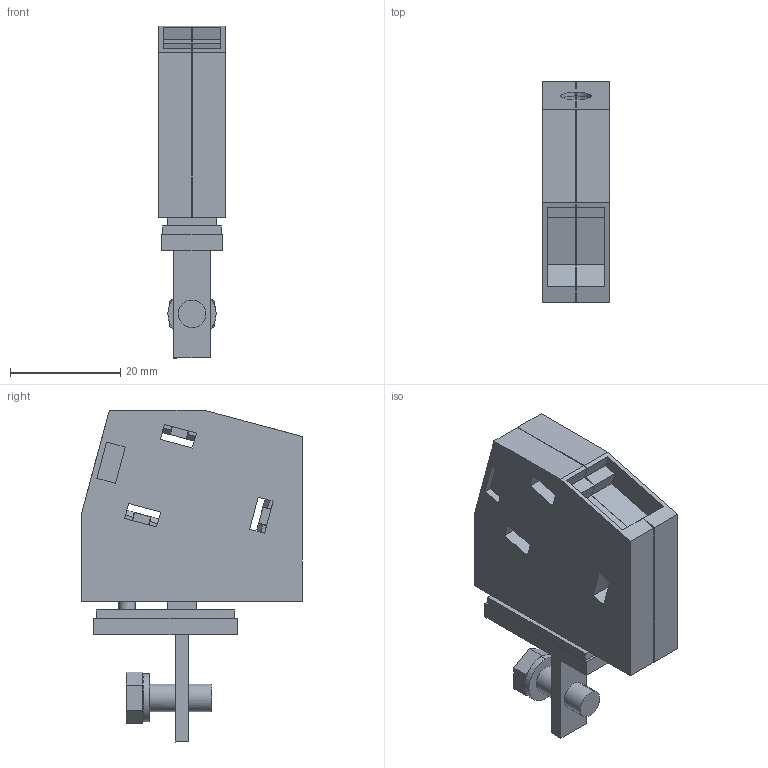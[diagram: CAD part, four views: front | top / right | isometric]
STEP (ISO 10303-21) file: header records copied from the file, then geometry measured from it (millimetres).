
FILE_DESCRIPTION(('CATIA V5 STEP Exchange','CAx-IF Rec.Pracs.--- Model Styling and Organization---1.2---2011-12-15'),'2;1');
FILE_NAME ('D1462153_0', '2017-07-21T07:31:49+00:00', ('none'), ('Weidmueller'), 'CATIA Version 5-6 Release 2014', 'CATIA V5 STEP AP214', 'none');
FILE_SCHEMA(('AUTOMOTIVE_DESIGN { 1 0 10303 214 1 1 1 1 }'));
Length unit declared in the file: millimetre
Products named in the file (1): 2440610000
Bounding box: 12.1 x 40 x 60.1 mm (x, y, z)
Volume: 15764 mm3; surface area: 9767.2 mm2
Topology: 5 solids, 5 shells, 295 faces, 780 edges, 522 vertices
Faces by surface type: plane 261, cylinder 34
Entity records: 8946 total; most frequent: CARTESIAN_POINT 1711, ORIENTED_EDGE 1560, DIRECTION 1171, EDGE_CURVE 780, VECTOR 702, LINE 702, VERTEX_POINT 522, EDGE_LOOP 336
